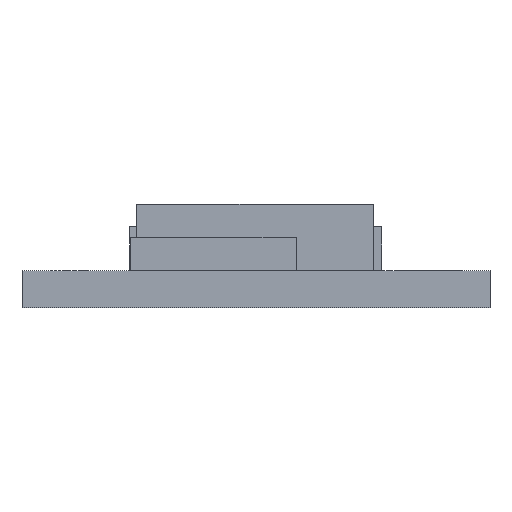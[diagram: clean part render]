
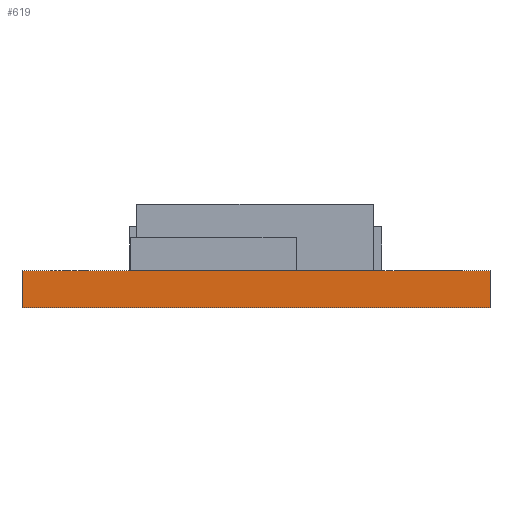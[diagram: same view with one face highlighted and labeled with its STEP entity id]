
A CAD part, front view. The second image highlights one B-rep face of the part: STEP entity #619.
In plain terms, the highlighted planar face has unit normal (0, -1, 0).
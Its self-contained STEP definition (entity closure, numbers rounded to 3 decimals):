
#61 = EDGE_CURVE('',#62,#64,#66,.T.);
#62 = VERTEX_POINT('',#63);
#63 = CARTESIAN_POINT('',(0.,-22.86,0.));
#64 = VERTEX_POINT('',#65);
#65 = CARTESIAN_POINT('',(0.,-22.86,1.016));
#66 = LINE('',#67,#68);
#67 = CARTESIAN_POINT('',(0.,-22.86,0.));
#68 = VECTOR('',#69,1.);
#69 = DIRECTION('',(0.,0.,1.));
#94 = VERTEX_POINT('',#95);
#95 = CARTESIAN_POINT('',(12.7,-22.86,1.016));
#101 = EDGE_CURVE('',#102,#94,#104,.T.);
#102 = VERTEX_POINT('',#103);
#103 = CARTESIAN_POINT('',(12.7,-22.86,0.));
#104 = LINE('',#105,#106);
#105 = CARTESIAN_POINT('',(12.7,-22.86,0.));
#106 = VECTOR('',#107,1.);
#107 = DIRECTION('',(0.,0.,1.));
#125 = EDGE_CURVE('',#102,#62,#126,.T.);
#126 = LINE('',#127,#128);
#127 = CARTESIAN_POINT('',(12.7,-22.86,0.));
#128 = VECTOR('',#129,1.);
#129 = DIRECTION('',(-1.,0.,0.));
#307 = EDGE_CURVE('',#94,#64,#308,.T.);
#308 = LINE('',#309,#310);
#309 = CARTESIAN_POINT('',(12.7,-22.86,1.016));
#310 = VECTOR('',#311,1.);
#311 = DIRECTION('',(-1.,0.,0.));
#619 = ADVANCED_FACE('',(#620),#626,.T.);
#620 = FACE_BOUND('',#621,.T.);
#621 = EDGE_LOOP('',(#622,#623,#624,#625));
#622 = ORIENTED_EDGE('',*,*,#101,.T.);
#623 = ORIENTED_EDGE('',*,*,#307,.T.);
#624 = ORIENTED_EDGE('',*,*,#61,.F.);
#625 = ORIENTED_EDGE('',*,*,#125,.F.);
#626 = PLANE('',#627);
#627 = AXIS2_PLACEMENT_3D('',#628,#629,#630);
#628 = CARTESIAN_POINT('',(12.7,-22.86,0.));
#629 = DIRECTION('',(0.,-1.,0.));
#630 = DIRECTION('',(-1.,0.,0.));
